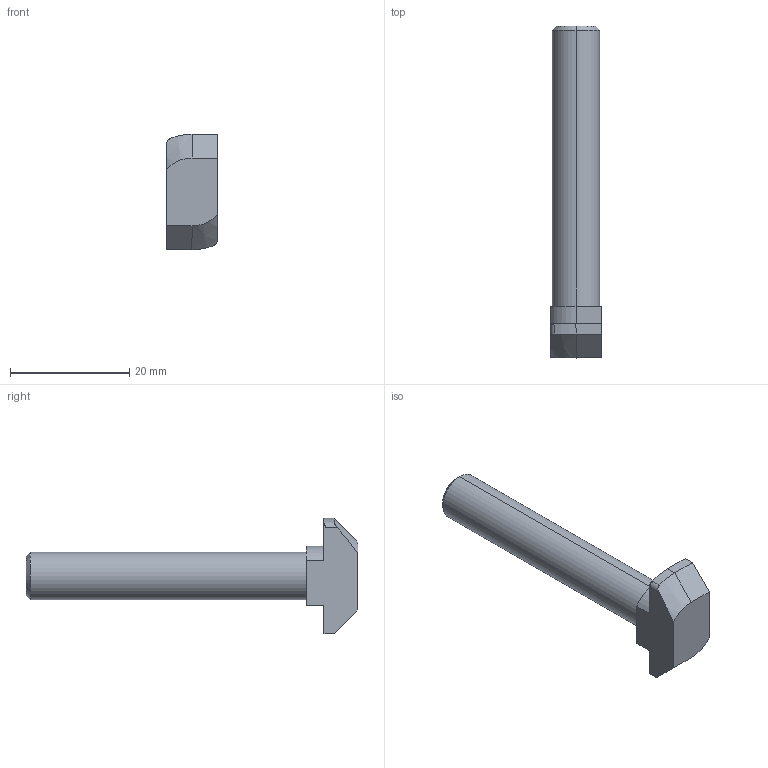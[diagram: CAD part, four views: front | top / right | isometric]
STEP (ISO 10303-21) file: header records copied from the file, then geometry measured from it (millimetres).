
FILE_DESCRIPTION (( 'STEP AP214' ), '1' );
FILE_NAME ('6211625', '2019-02-04T08:31:24', ( '' ), ('JUGARD+KÜNSTNER GmbH'), 'SwSTEP 2.0', 'SolidWorks 2017', '' );
FILE_SCHEMA (( 'AUTOMOTIVE_DESIGN' ));
Length unit declared in the file: millimetre
Products named in the file (1): 6211625_CNAJF00
Bounding box: 8.5 x 55.7 x 19.4 mm (x, y, z)
Volume: 3378.6 mm3; surface area: 1829.4 mm2
Topology: 1 solids, 1 shells, 29 faces, 78 edges, 52 vertices
Faces by surface type: plane 13, cylinder 8, cone 4, bspline 4
Entity records: 1070 total; most frequent: CARTESIAN_POINT 336, ORIENTED_EDGE 156, DIRECTION 128, EDGE_CURVE 78, VERTEX_POINT 52, LINE 44, VECTOR 44, AXIS2_PLACEMENT_3D 42
